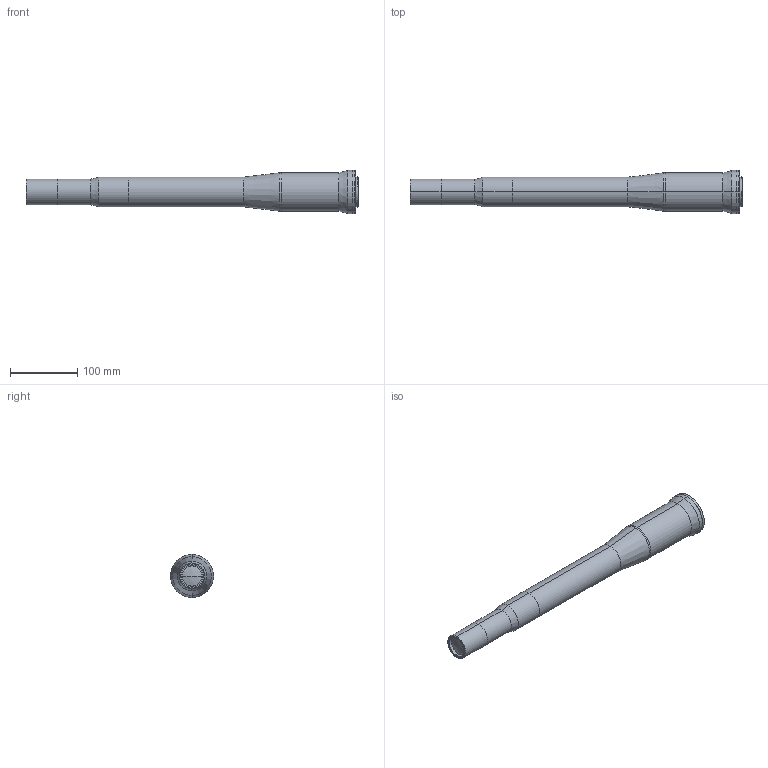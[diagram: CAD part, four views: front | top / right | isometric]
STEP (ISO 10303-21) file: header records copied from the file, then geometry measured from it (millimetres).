
FILE_DESCRIPTION (( 'STEP AP203' ), '1' );
FILE_NAME ('DP20061_TC16M009.step', '2021-09-30T10:01:45', ( '' ), ( '' ), 'SwSTEP 2.0', 'SolidWorks 2021', '' );
FILE_SCHEMA (( 'CONFIG_CONTROL_DESIGN' ));
Length unit declared in the file: millimetre
Products named in the file (1): DP20061_TC16M009
Bounding box: 492.28 x 64 x 64 mm (x, y, z)
Surface area: 99081.1 mm2 (no closed solid volume)
Topology: 0 solids, 7 shells, 74 faces, 206 edges, 137 vertices
Faces by surface type: cylinder 38, plane 18, cone 16, sphere 2
Entity records: 2465 total; most frequent: DIRECTION 461, CARTESIAN_POINT 436, ORIENTED_EDGE 343, EDGE_CURVE 206, AXIS2_PLACEMENT_3D 186, VERTEX_POINT 137, CIRCLE 111, LINE 89
